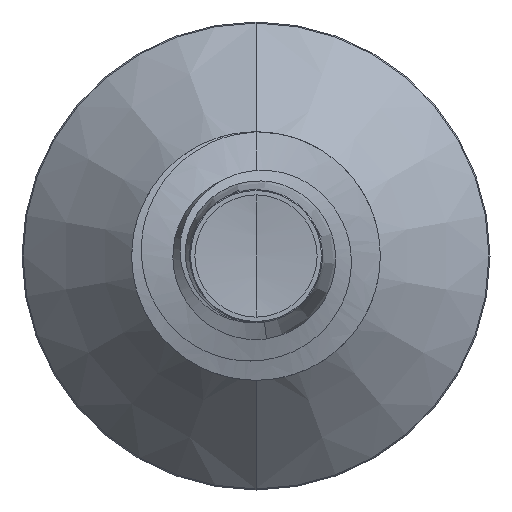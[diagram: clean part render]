
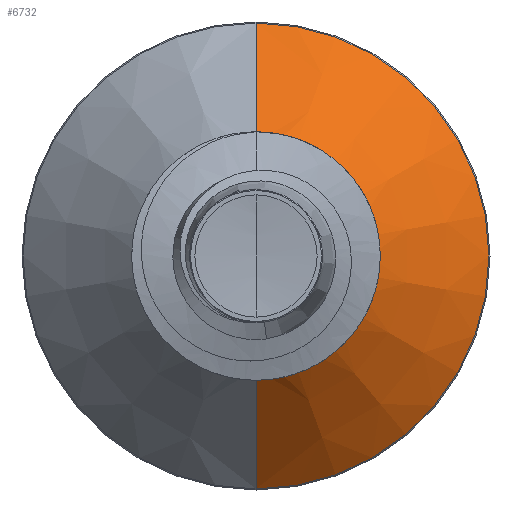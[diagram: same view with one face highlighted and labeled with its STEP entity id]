
A CAD part, front view. The second image highlights one B-rep face of the part: STEP entity #6732.
In plain terms, the highlighted conical face has half-angle 45 degrees and reference radius 2.744 mm.
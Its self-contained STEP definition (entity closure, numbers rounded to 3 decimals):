
#1049 = CIRCLE ( 'NONE', #8798, 2.745 ) ;
#1206 = DIRECTION ( 'NONE',  ( 0., 0.707, -0.707 ) ) ;
#1224 = CARTESIAN_POINT ( 'NONE',  ( 0., 6.245, -2.745 ) ) ;
#1704 = CIRCLE ( 'NONE', #5007, 5.624 ) ;
#2006 = ORIENTED_EDGE ( 'NONE', *, *, #5740, .T. ) ;
#3435 = FACE_OUTER_BOUND ( 'NONE', #10041, .T. ) ;
#3592 = VECTOR ( 'NONE', #1206, 1000. ) ;
#4077 = CARTESIAN_POINT ( 'NONE',  ( 0., 9.124, 5.624 ) ) ;
#4854 = EDGE_CURVE ( 'NONE', #9200, #9745, #1704, .T. ) ;
#5007 = AXIS2_PLACEMENT_3D ( 'NONE', #7429, #7419, #7410 ) ;
#5700 = DIRECTION ( 'NONE',  ( 0., 0., 1. ) ) ;
#5716 = DIRECTION ( 'NONE',  ( 0., 1., 0. ) ) ;
#5732 = CARTESIAN_POINT ( 'NONE',  ( 0., 6.245, 0. ) ) ;
#5740 = EDGE_CURVE ( 'NONE', #7235, #7678, #1049, .T. ) ;
#6358 = LINE ( 'NONE', #1224, #3592 ) ;
#6732 = ADVANCED_FACE ( 'NONE', ( #3435 ), #11030, .T. ) ;
#7235 = VERTEX_POINT ( 'NONE', #8974 ) ;
#7410 = DIRECTION ( 'NONE',  ( 0., 0., 1. ) ) ;
#7419 = DIRECTION ( 'NONE',  ( 0., 1., 0. ) ) ;
#7429 = CARTESIAN_POINT ( 'NONE',  ( 0., 9.124, 0. ) ) ;
#7479 = CARTESIAN_POINT ( 'NONE',  ( 0., 6.245, 2.745 ) ) ;
#7501 = ORIENTED_EDGE ( 'NONE', *, *, #4854, .F. ) ;
#7505 = DIRECTION ( 'NONE',  ( 0., 0.707, 0.707 ) ) ;
#7673 = CARTESIAN_POINT ( 'NONE',  ( 0., 6.245, -2.745 ) ) ;
#7678 = VERTEX_POINT ( 'NONE', #7673 ) ;
#7782 = EDGE_CURVE ( 'NONE', #7235, #9200, #10444, .T. ) ;
#7958 = AXIS2_PLACEMENT_3D ( 'NONE', #9643, #9655, #9756 ) ;
#8669 = CARTESIAN_POINT ( 'NONE',  ( 0., 9.124, -5.624 ) ) ;
#8798 = AXIS2_PLACEMENT_3D ( 'NONE', #5732, #5716, #5700 ) ;
#8974 = CARTESIAN_POINT ( 'NONE',  ( 0., 6.245, 2.745 ) ) ;
#9200 = VERTEX_POINT ( 'NONE', #4077 ) ;
#9643 = CARTESIAN_POINT ( 'NONE',  ( 0., 6.245, 0. ) ) ;
#9651 = EDGE_CURVE ( 'NONE', #7678, #9745, #6358, .T. ) ;
#9655 = DIRECTION ( 'NONE',  ( 0., 1., 0. ) ) ;
#9745 = VERTEX_POINT ( 'NONE', #8669 ) ;
#9756 = DIRECTION ( 'NONE',  ( 0., 0., 1. ) ) ;
#10041 = EDGE_LOOP ( 'NONE', ( #2006, #11069, #7501, #10984 ) ) ;
#10444 = LINE ( 'NONE', #7479, #10777 ) ;
#10777 = VECTOR ( 'NONE', #7505, 1000. ) ;
#10984 = ORIENTED_EDGE ( 'NONE', *, *, #7782, .F. ) ;
#11030 = CONICAL_SURFACE ( 'NONE', #7958, 2.745, 0.785 ) ;
#11069 = ORIENTED_EDGE ( 'NONE', *, *, #9651, .T. ) ;
